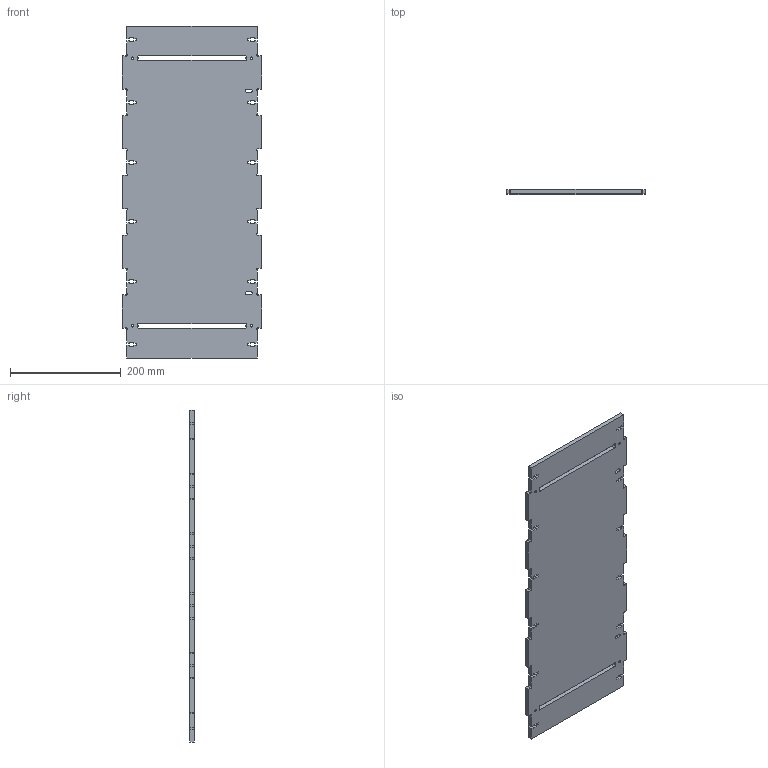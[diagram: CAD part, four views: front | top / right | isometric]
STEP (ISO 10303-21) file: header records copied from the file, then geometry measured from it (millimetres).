
FILE_DESCRIPTION(/* description */ (''),/* implementation_level */ '2;1');
FILE_NAME(/* name */ 'Top-plate-IIIS-rev1_8mm v1.step',/* time_stamp */ '2019-03-03T15:42:37+01:00',/* author */ ('emytass'),/* organization */ (''),/* preprocessor_version */ 'ST-DEVELOPER v17.2',/* originating_system */ 'Autodesk Translation Framework v7.6.0.251',/* authorisation */ '');
FILE_SCHEMA (('AUTOMOTIVE_DESIGN { 1 0 10303 214 3 1 1 }'));
Length unit declared in the file: millimetre
Products named in the file (1): Top-plate-IIIS-rev1_8mm
Bounding box: 251.5 x 8 x 600 mm (x, y, z)
Volume: 1132998.9 mm3; surface area: 309361.9 mm2
Topology: 1 solids, 1 shells, 238 faces, 708 edges, 472 vertices
Faces by surface type: plane 202, cylinder 36
Full cylindrical faces by diameter (mm): 4 x4
Entity records: 7948 total; most frequent: CARTESIAN_POINT 1419, ORIENTED_EDGE 1416, DIRECTION 1258, EDGE_CURVE 708, LINE 636, VECTOR 636, VERTEX_POINT 472, AXIS2_PLACEMENT_3D 311
